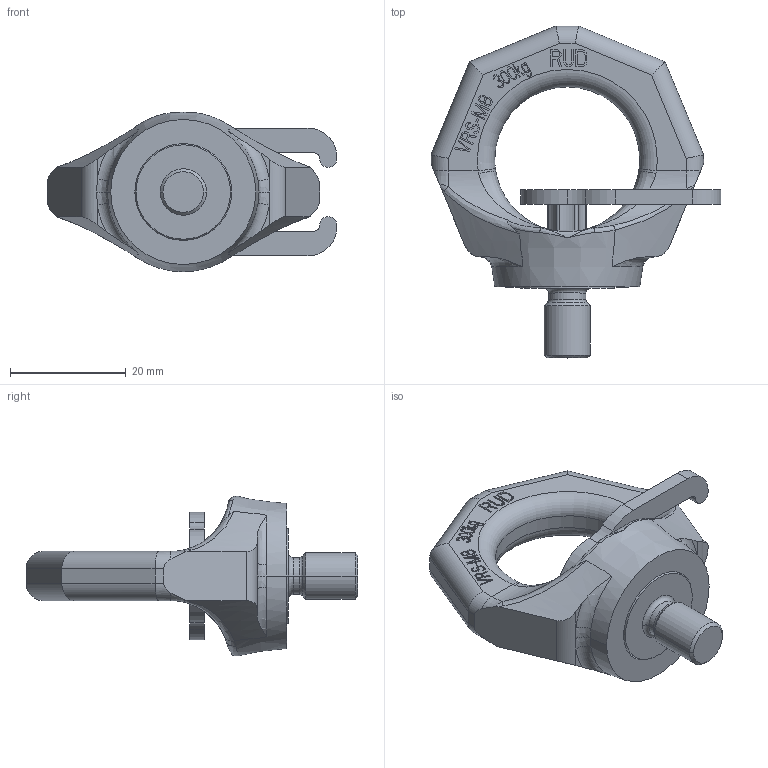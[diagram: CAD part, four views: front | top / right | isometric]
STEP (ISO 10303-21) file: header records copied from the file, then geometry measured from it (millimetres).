
FILE_DESCRIPTION((''),'2;1');
FILE_NAME('001-M09503-P-6_ASM','2011-06-09T',('Karlheinz.Leichs'),(''),'PRO/ENGINEER BY PARAMETRIC TECHNOLOGY CORPORATION, 2010140','PRO/ENGINEER BY PARAMETRIC TECHNOLOGY CORPORATION, 2010140','');
FILE_SCHEMA(('CONFIG_CONTROL_DESIGN'));
Length unit declared in the file: millimetre
Products named in the file (6): 001-M09503-P-1_1; 001-M09503-P-2_1; 001-M09503-P-3_ASM_1_ASM; 001-M09503-P-4_1; ASM0001_ASM; 001-M09503-P-6_ASM
Assembly tree (5 placements, depth 4):
  001-M09503-P-6_ASM
    ASM0001_ASM
      001-M09503-P-3_ASM_1_ASM
        001-M09503-P-1_1
        001-M09503-P-2_1
      001-M09503-P-4_1
Bounding box: 50.01 x 57.25 x 27.57 mm (x, y, z)
Volume: 14448.3 mm3; surface area: 7823.9 mm2
Topology: 3 solids, 3 shells, 645 faces, 1811 edges, 1194 vertices
Faces by surface type: plane 523, cylinder 62, bspline 32, torus 18, cone 10
Entity records: 22858 total; most frequent: CARTESIAN_POINT 6317, ORIENTED_EDGE 3618, DIRECTION 3075, EDGE_CURVE 1809, VECTOR 1531, LINE 1531, VERTEX_POINT 1194, AXIS2_PLACEMENT_3D 772
